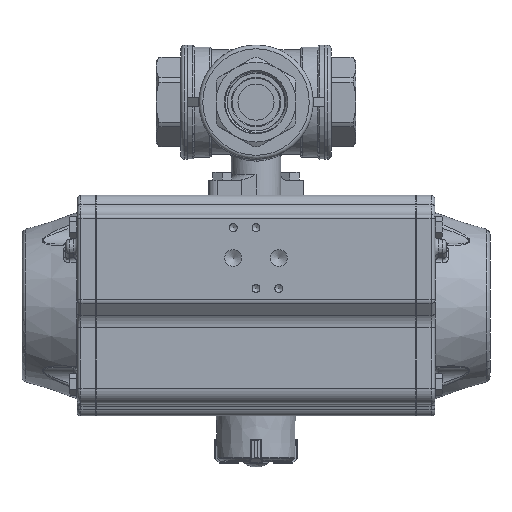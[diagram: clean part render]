
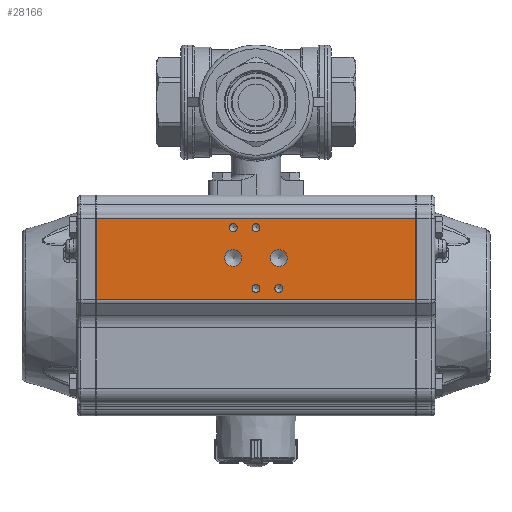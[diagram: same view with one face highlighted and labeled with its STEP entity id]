
A CAD part, front view. The second image highlights one B-rep face of the part: STEP entity #28166.
In plain terms, the highlighted face is planar.
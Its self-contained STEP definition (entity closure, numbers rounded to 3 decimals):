
#2621=LINE('',#66864,#4790);
#2622=LINE('',#66868,#4791);
#2623=LINE('',#66870,#4792);
#2624=LINE('',#66872,#4793);
#4790=VECTOR('',#38258,1000.);
#4791=VECTOR('',#38263,1000.);
#4792=VECTOR('',#38264,1000.);
#4793=VECTOR('',#38265,1000.);
#13582=ORIENTED_EDGE('',*,*,#17993,.F.);
#13583=ORIENTED_EDGE('',*,*,#17995,.T.);
#13584=ORIENTED_EDGE('',*,*,#17996,.T.);
#13585=ORIENTED_EDGE('',*,*,#17997,.T.);
#13586=ORIENTED_EDGE('',*,*,#17250,.F.);
#13587=ORIENTED_EDGE('',*,*,#17248,.F.);
#13588=ORIENTED_EDGE('',*,*,#17246,.F.);
#13589=ORIENTED_EDGE('',*,*,#17244,.F.);
#13590=ORIENTED_EDGE('',*,*,#17242,.F.);
#13591=ORIENTED_EDGE('',*,*,#17240,.F.);
#17240=EDGE_CURVE('',#20341,#20341,#21754,.T.);
#17242=EDGE_CURVE('',#20344,#20344,#21756,.T.);
#17244=EDGE_CURVE('',#20347,#20347,#21758,.T.);
#17246=EDGE_CURVE('',#20350,#20350,#21760,.T.);
#17248=EDGE_CURVE('',#20353,#20353,#21762,.T.);
#17250=EDGE_CURVE('',#20356,#20356,#21764,.T.);
#17993=EDGE_CURVE('',#20862,#20863,#2621,.T.);
#17995=EDGE_CURVE('',#20862,#20864,#2622,.T.);
#17996=EDGE_CURVE('',#20864,#20865,#2623,.T.);
#17997=EDGE_CURVE('',#20865,#20863,#2624,.T.);
#20341=VERTEX_POINT('',#60559);
#20344=VERTEX_POINT('',#60566);
#20347=VERTEX_POINT('',#60573);
#20350=VERTEX_POINT('',#60580);
#20353=VERTEX_POINT('',#60587);
#20356=VERTEX_POINT('',#60594);
#20862=VERTEX_POINT('',#66863);
#20863=VERTEX_POINT('',#66865);
#20864=VERTEX_POINT('',#66869);
#20865=VERTEX_POINT('',#66871);
#21754=CIRCLE('',#30380,2.1);
#21756=CIRCLE('',#30384,2.1);
#21758=CIRCLE('',#30388,2.1);
#21760=CIRCLE('',#30392,2.1);
#21762=CIRCLE('',#30396,4.4);
#21764=CIRCLE('',#30400,4.4);
#23843=EDGE_LOOP('',(#13582,#13583,#13584,#13585));
#23844=EDGE_LOOP('',(#13586));
#23845=EDGE_LOOP('',(#13587));
#23846=EDGE_LOOP('',(#13588));
#23847=EDGE_LOOP('',(#13589));
#23848=EDGE_LOOP('',(#13590));
#23849=EDGE_LOOP('',(#13591));
#25673=FACE_BOUND('',#23843,.T.);
#25674=FACE_BOUND('',#23844,.T.);
#25675=FACE_BOUND('',#23845,.T.);
#25676=FACE_BOUND('',#23846,.T.);
#25677=FACE_BOUND('',#23847,.T.);
#25678=FACE_BOUND('',#23848,.T.);
#25679=FACE_BOUND('',#23849,.T.);
#26636=PLANE('',#31009);
#28166=ADVANCED_FACE('',(#25673,#25674,#25675,#25676,#25677,#25678,#25679),
#26636,.F.);
#30380=AXIS2_PLACEMENT_3D('',#60558,#36770,#36771);
#30384=AXIS2_PLACEMENT_3D('',#60565,#36778,#36779);
#30388=AXIS2_PLACEMENT_3D('',#60572,#36786,#36787);
#30392=AXIS2_PLACEMENT_3D('',#60579,#36794,#36795);
#30396=AXIS2_PLACEMENT_3D('',#60586,#36802,#36803);
#30400=AXIS2_PLACEMENT_3D('',#60593,#36810,#36811);
#31009=AXIS2_PLACEMENT_3D('',#66867,#38261,#38262);
#36770=DIRECTION('',(-1.,0.,0.));
#36771=DIRECTION('',(0.,0.,1.));
#36778=DIRECTION('',(-1.,0.,0.));
#36779=DIRECTION('',(0.,0.,1.));
#36786=DIRECTION('',(-1.,0.,0.));
#36787=DIRECTION('',(0.,0.,1.));
#36794=DIRECTION('',(-1.,0.,0.));
#36795=DIRECTION('',(0.,0.,1.));
#36802=DIRECTION('',(-1.,0.,0.));
#36803=DIRECTION('',(0.,0.,1.));
#36810=DIRECTION('',(-1.,0.,0.));
#36811=DIRECTION('',(0.,0.,1.));
#38258=DIRECTION('',(0.,0.,-1.));
#38261=DIRECTION('',(1.,0.,0.));
#38262=DIRECTION('',(0.,1.,0.));
#38263=DIRECTION('',(0.,1.,0.));
#38264=DIRECTION('',(0.,0.,-1.));
#38265=DIRECTION('',(0.,-1.,0.));
#60558=CARTESIAN_POINT('',(-58.5,-41.,12.));
#60559=CARTESIAN_POINT('',(-58.5,-41.,14.1));
#60565=CARTESIAN_POINT('',(-58.5,-41.,0.));
#60566=CARTESIAN_POINT('',(-58.5,-41.,2.1));
#60572=CARTESIAN_POINT('',(-58.5,-9.,0.));
#60573=CARTESIAN_POINT('',(-58.5,-9.,2.1));
#60579=CARTESIAN_POINT('',(-58.5,-9.,-12.));
#60580=CARTESIAN_POINT('',(-58.5,-9.,-9.9));
#60586=CARTESIAN_POINT('',(-58.5,-25.,-12.));
#60587=CARTESIAN_POINT('',(-58.5,-25.,-7.6));
#60593=CARTESIAN_POINT('',(-58.5,-25.,12.));
#60594=CARTESIAN_POINT('',(-58.5,-25.,16.4));
#66863=CARTESIAN_POINT('',(-58.5,-46.,84.));
#66864=CARTESIAN_POINT('',(-58.5,-46.,84.5));
#66865=CARTESIAN_POINT('',(-58.5,-46.,-84.));
#66867=CARTESIAN_POINT('',(-58.5,-3.052,84.5));
#66868=CARTESIAN_POINT('',(-58.5,-3.052,84.));
#66869=CARTESIAN_POINT('',(-58.5,-3.052,84.));
#66870=CARTESIAN_POINT('',(-58.5,-3.052,84.5));
#66871=CARTESIAN_POINT('',(-58.5,-3.052,-84.));
#66872=CARTESIAN_POINT('',(-58.5,-3.052,-84.));
